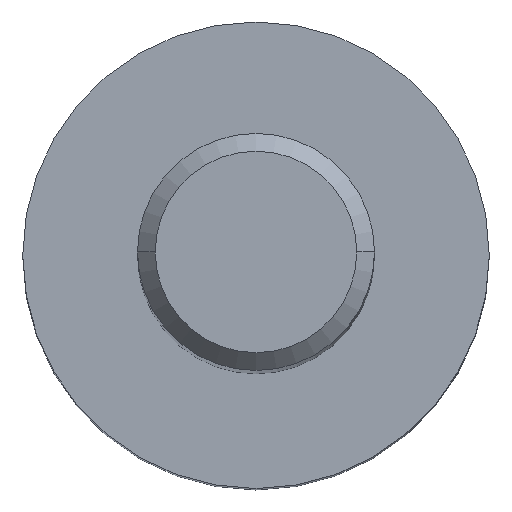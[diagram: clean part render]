
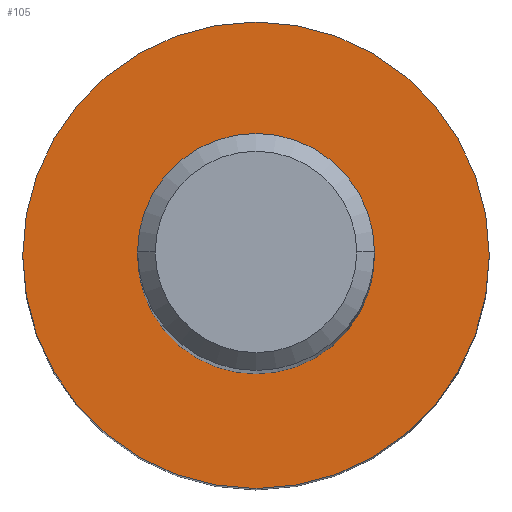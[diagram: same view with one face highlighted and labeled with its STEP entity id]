
A CAD part, top view. The second image highlights one B-rep face of the part: STEP entity #105.
In plain terms, the highlighted planar face has unit normal (0, 0, 1).
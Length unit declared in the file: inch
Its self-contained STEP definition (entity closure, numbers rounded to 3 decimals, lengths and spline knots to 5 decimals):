
#6 = CIRCLE ( 'NONE', #133, 0.123 ) ;
#15 = DIRECTION ( 'NONE',  ( 1., 0., 0. ) ) ;
#32 = DIRECTION ( 'NONE',  ( 1., 0., 0. ) ) ;
#43 = AXIS2_PLACEMENT_3D ( 'NONE', #176, #290, #32 ) ;
#66 = CARTESIAN_POINT ( 'NONE',  ( 0., 0., -1. ) ) ;
#75 = VERTEX_POINT ( 'NONE', #163 ) ;
#99 = ORIENTED_EDGE ( 'NONE', *, *, #192, .T. ) ;
#105 = ADVANCED_FACE ( 'NONE', ( #134 ), #148, .F. ) ;
#123 = DIRECTION ( 'NONE',  ( 0., 0., -1. ) ) ;
#131 = EDGE_LOOP ( 'NONE', ( #206, #99 ) ) ;
#133 = AXIS2_PLACEMENT_3D ( 'NONE', #66, #251, #15 ) ;
#134 = FACE_OUTER_BOUND ( 'NONE', #131, .T. ) ;
#148 = PLANE ( 'NONE',  #223 ) ;
#163 = CARTESIAN_POINT ( 'NONE',  ( -0.123, 0., -1. ) ) ;
#176 = CARTESIAN_POINT ( 'NONE',  ( 0., 0., -1. ) ) ;
#192 = EDGE_CURVE ( 'NONE', #75, #331, #6, .T. ) ;
#194 = CIRCLE ( 'NONE', #43, 0.123 ) ;
#203 = DIRECTION ( 'NONE',  ( -1., 0., 0. ) ) ;
#206 = ORIENTED_EDGE ( 'NONE', *, *, #236, .T. ) ;
#207 = CARTESIAN_POINT ( 'NONE',  ( 0.123, 0., -1. ) ) ;
#223 = AXIS2_PLACEMENT_3D ( 'NONE', #257, #123, #203 ) ;
#236 = EDGE_CURVE ( 'NONE', #331, #75, #194, .T. ) ;
#251 = DIRECTION ( 'NONE',  ( 0., 0., 1. ) ) ;
#257 = CARTESIAN_POINT ( 'NONE',  ( 0., 0., -1. ) ) ;
#290 = DIRECTION ( 'NONE',  ( 0., 0., 1. ) ) ;
#331 = VERTEX_POINT ( 'NONE', #207 ) ;
